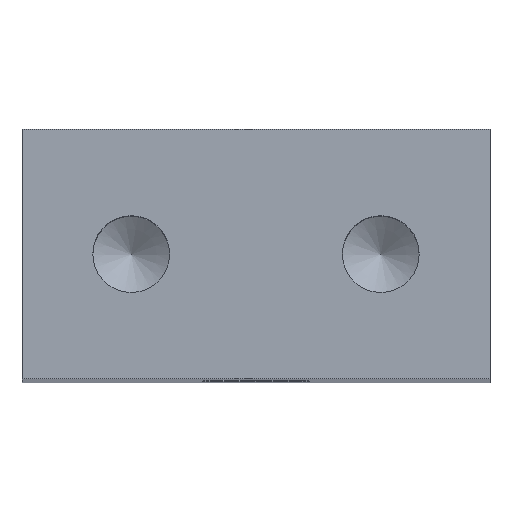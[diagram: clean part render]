
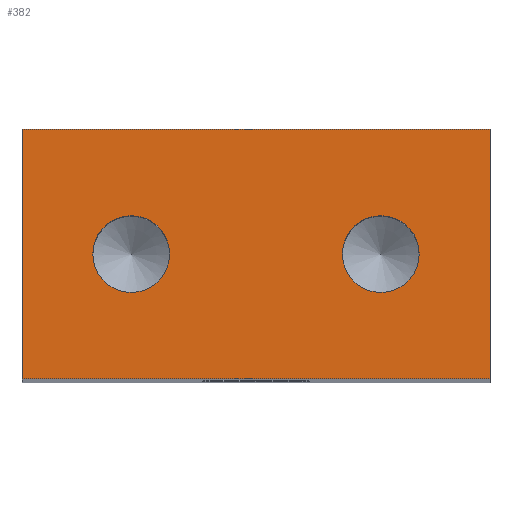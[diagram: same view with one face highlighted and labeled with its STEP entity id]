
A CAD part, top view. The second image highlights one B-rep face of the part: STEP entity #382.
In plain terms, the highlighted planar face has unit normal (0, 0, 1).
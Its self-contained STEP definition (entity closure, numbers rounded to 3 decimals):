
#19=FACE_BOUND('',#81,.T.);
#20=FACE_BOUND('',#82,.T.);
#28=PLANE('',#450);
#56=FACE_OUTER_BOUND('',#80,.T.);
#80=EDGE_LOOP('',(#331,#332,#333,#334));
#81=EDGE_LOOP('',(#335,#336));
#82=EDGE_LOOP('',(#337,#338));
#106=LINE('',#672,#130);
#107=LINE('',#675,#131);
#108=LINE('',#677,#132);
#109=LINE('',#678,#133);
#130=VECTOR('',#558,10.);
#131=VECTOR('',#561,10.);
#132=VECTOR('',#562,10.);
#133=VECTOR('',#563,10.);
#141=CIRCLE('',#411,1.23);
#142=CIRCLE('',#412,1.23);
#145=CIRCLE('',#417,1.23);
#146=CIRCLE('',#418,1.23);
#170=VERTEX_POINT('',#586);
#171=VERTEX_POINT('',#587);
#175=VERTEX_POINT('',#599);
#176=VERTEX_POINT('',#600);
#199=VERTEX_POINT('',#665);
#202=VERTEX_POINT('',#670);
#203=VERTEX_POINT('',#674);
#204=VERTEX_POINT('',#676);
#210=EDGE_CURVE('',#170,#171,#141,.T.);
#211=EDGE_CURVE('',#171,#170,#142,.T.);
#216=EDGE_CURVE('',#175,#176,#145,.T.);
#217=EDGE_CURVE('',#176,#175,#146,.T.);
#250=EDGE_CURVE('',#199,#202,#106,.T.);
#251=EDGE_CURVE('',#203,#199,#107,.T.);
#252=EDGE_CURVE('',#204,#202,#108,.T.);
#253=EDGE_CURVE('',#203,#204,#109,.T.);
#331=ORIENTED_EDGE('',*,*,#251,.T.);
#332=ORIENTED_EDGE('',*,*,#250,.T.);
#333=ORIENTED_EDGE('',*,*,#252,.F.);
#334=ORIENTED_EDGE('',*,*,#253,.F.);
#335=ORIENTED_EDGE('',*,*,#210,.T.);
#336=ORIENTED_EDGE('',*,*,#211,.T.);
#337=ORIENTED_EDGE('',*,*,#216,.T.);
#338=ORIENTED_EDGE('',*,*,#217,.T.);
#382=ADVANCED_FACE('',(#56,#19,#20),#28,.T.);
#411=AXIS2_PLACEMENT_3D('',#588,#466,#467);
#412=AXIS2_PLACEMENT_3D('',#589,#468,#469);
#417=AXIS2_PLACEMENT_3D('',#601,#480,#481);
#418=AXIS2_PLACEMENT_3D('',#602,#482,#483);
#450=AXIS2_PLACEMENT_3D('',#673,#559,#560);
#466=DIRECTION('center_axis',(0.,0.,-1.));
#467=DIRECTION('ref_axis',(1.,0.,0.));
#468=DIRECTION('center_axis',(0.,0.,-1.));
#469=DIRECTION('ref_axis',(1.,0.,0.));
#480=DIRECTION('center_axis',(0.,0.,-1.));
#481=DIRECTION('ref_axis',(1.,0.,0.));
#482=DIRECTION('center_axis',(0.,0.,-1.));
#483=DIRECTION('ref_axis',(1.,0.,0.));
#558=DIRECTION('',(1.,0.,0.));
#559=DIRECTION('center_axis',(0.,0.,1.));
#560=DIRECTION('ref_axis',(0.,-1.,0.));
#561=DIRECTION('',(0.,-1.,0.));
#562=DIRECTION('',(0.,-1.,0.));
#563=DIRECTION('',(1.,0.,0.));
#586=CARTESIAN_POINT('',(4.73,4.,0.));
#587=CARTESIAN_POINT('',(2.271,4.,0.));
#588=CARTESIAN_POINT('Origin',(3.5,4.,0.));
#589=CARTESIAN_POINT('Origin',(3.5,4.,0.));
#599=CARTESIAN_POINT('',(12.73,4.,0.));
#600=CARTESIAN_POINT('',(10.271,4.,0.));
#601=CARTESIAN_POINT('Origin',(11.5,4.,0.));
#602=CARTESIAN_POINT('Origin',(11.5,4.,0.));
#665=CARTESIAN_POINT('',(0.,0.,0.));
#670=CARTESIAN_POINT('',(15.,0.,0.));
#672=CARTESIAN_POINT('',(0.,0.,0.));
#673=CARTESIAN_POINT('Origin',(0.,8.,0.));
#674=CARTESIAN_POINT('',(0.,8.,0.));
#675=CARTESIAN_POINT('',(0.,8.,0.));
#676=CARTESIAN_POINT('',(15.,8.,0.));
#677=CARTESIAN_POINT('',(15.,8.,0.));
#678=CARTESIAN_POINT('',(0.,8.,0.));
